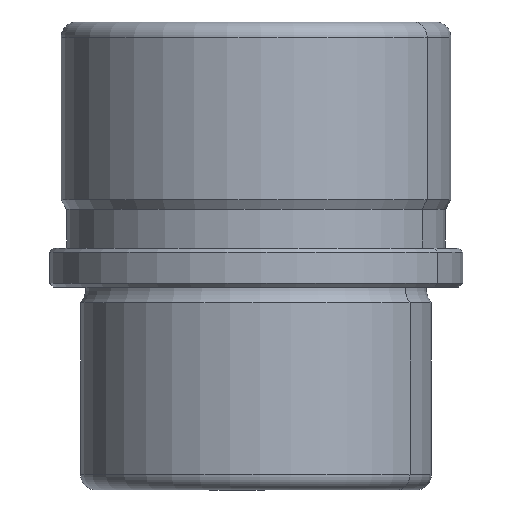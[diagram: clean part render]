
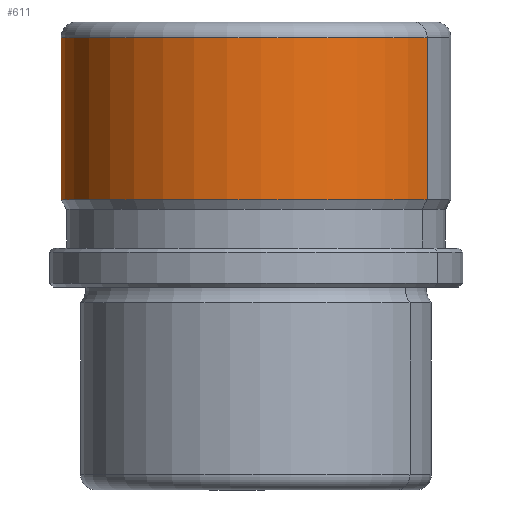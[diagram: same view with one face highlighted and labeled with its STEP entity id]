
A CAD part, front view. The second image highlights one B-rep face of the part: STEP entity #611.
In plain terms, the highlighted cylindrical face has radius 25 mm (diameter 50 mm), a partial arc.
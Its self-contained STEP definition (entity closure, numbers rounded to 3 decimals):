
#206=CARTESIAN_POINT('Vertex',(-21.94,11.986,11.212)) ;
#213=CARTESIAN_POINT('Vertex',(21.94,-11.986,11.212)) ;
#228=CARTESIAN_POINT('Axis2P3D Location',(0.,0.,11.212)) ;
#569=CARTESIAN_POINT('Axis2P3D Location',(0.,0.,4.)) ;
#574=CARTESIAN_POINT('Line Origine',(21.94,-11.986,22.606)) ;
#578=CARTESIAN_POINT('Vertex',(21.94,-11.986,32.)) ;
#581=CARTESIAN_POINT('Line Origine',(-21.94,11.986,22.606)) ;
#585=CARTESIAN_POINT('Vertex',(-21.94,11.986,32.)) ;
#600=CARTESIAN_POINT('Axis2P3D Location',(0.,0.,32.)) ;
#229=DIRECTION('Axis2P3D Direction',(-0.,0.,1.)) ;
#570=DIRECTION('Axis2P3D Direction',(0.,0.,-1.)) ;
#571=DIRECTION('Axis2P3D XDirection',(-0.878,0.479,-0.)) ;
#575=DIRECTION('Vector Direction',(0.,0.,-1.)) ;
#582=DIRECTION('Vector Direction',(0.,0.,-1.)) ;
#601=DIRECTION('Axis2P3D Direction',(0.,0.,-1.)) ;
#230=AXIS2_PLACEMENT_3D('Circle Axis2P3D',#228,#229,$) ;
#572=AXIS2_PLACEMENT_3D('Cylinder Axis2P3D',#569,#570,#571) ;
#602=AXIS2_PLACEMENT_3D('Circle Axis2P3D',#600,#601,$) ;
#606=ORIENTED_EDGE('',*,*,#587,.F.) ;
#607=ORIENTED_EDGE('',*,*,#232,.F.) ;
#608=ORIENTED_EDGE('',*,*,#580,.T.) ;
#609=ORIENTED_EDGE('',*,*,#604,.T.) ;
#576=VECTOR('Line Direction',#575,1.) ;
#583=VECTOR('Line Direction',#582,1.) ;
#611=ADVANCED_FACE('PartBody',(#610),#573,.T.) ;
#231=CIRCLE('generated circle',#230,25.) ;
#603=CIRCLE('generated circle',#602,25.) ;
#573=CYLINDRICAL_SURFACE('generated cylinder',#572,25.) ;
#232=EDGE_CURVE('',#214,#207,#231,.F.) ;
#580=EDGE_CURVE('',#214,#579,#577,.F.) ;
#587=EDGE_CURVE('',#207,#586,#584,.F.) ;
#604=EDGE_CURVE('',#579,#586,#603,.T.) ;
#605=EDGE_LOOP('',(#606,#607,#608,#609)) ;
#610=FACE_OUTER_BOUND('',#605,.T.) ;
#577=LINE('Line',#574,#576) ;
#584=LINE('Line',#581,#583) ;
#207=VERTEX_POINT('',#206) ;
#214=VERTEX_POINT('',#213) ;
#579=VERTEX_POINT('',#578) ;
#586=VERTEX_POINT('',#585) ;
